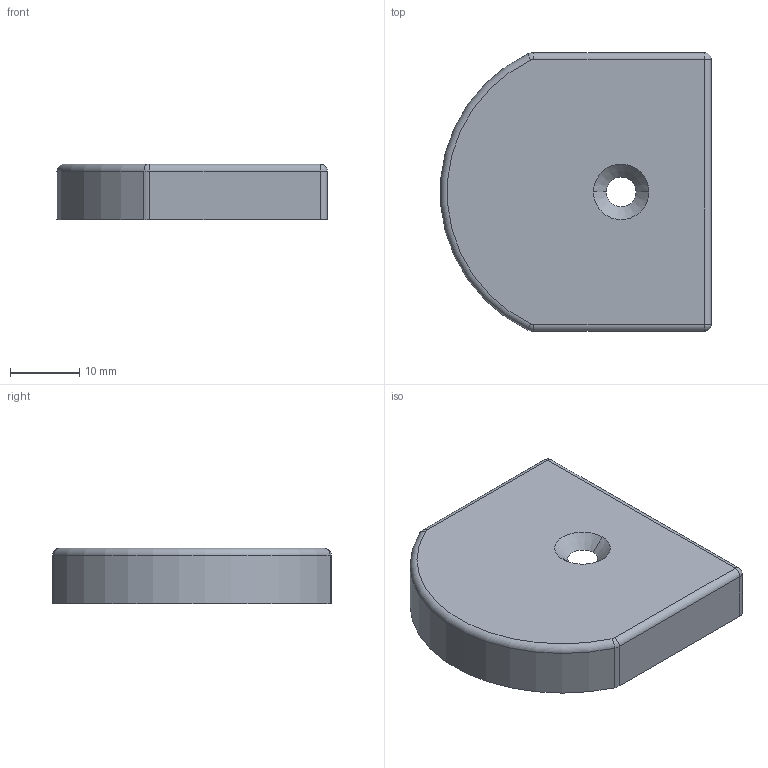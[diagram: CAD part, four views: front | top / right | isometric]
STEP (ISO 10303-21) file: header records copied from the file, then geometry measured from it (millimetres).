
FILE_DESCRIPTION(('Creo Elements/Direct Modeling STEP Export'),'2;1');
FILE_NAME('1891-39.stp','2017-09-07T 9:32:54',(''),(''),'Creo Elements/Direct Modeling STEP processor for AP214 (Solid Model)','Creo Elements/Direct Modeling 20.0 12-Nov-2016 (C) Parametric Technology GmbH','');
FILE_SCHEMA(('AUTOMOTIVE_DESIGN { 1 0 10303 214 1 1 1 1 }'));
Length unit declared in the file: millimetre
Products named in the file (1): Endstueck
Bounding box: 39.02 x 40.2 x 8 mm (x, y, z)
Volume: 3682.5 mm3; surface area: 4270.7 mm2
Topology: 1 solids, 1 shells, 31 faces, 75 edges, 42 vertices
Faces by surface type: cylinder 13, plane 8, torus 4, sphere 4, cone 2
Entity records: 891 total; most frequent: DIRECTION 169, CARTESIAN_POINT 143, ORIENTED_EDGE 142, EDGE_CURVE 71, AXIS2_PLACEMENT_3D 68, VERTEX_POINT 42, CIRCLE 36, EDGE_LOOP 33
